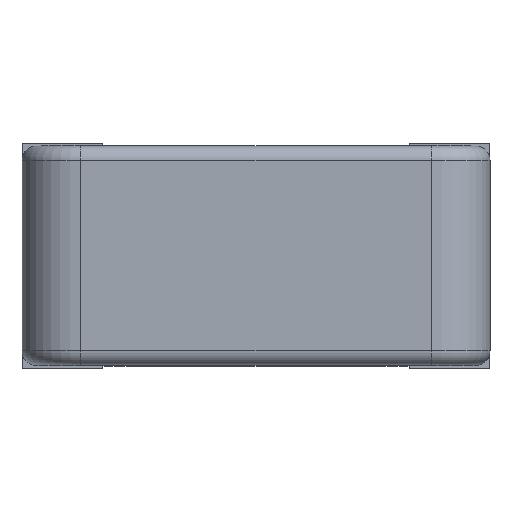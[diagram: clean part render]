
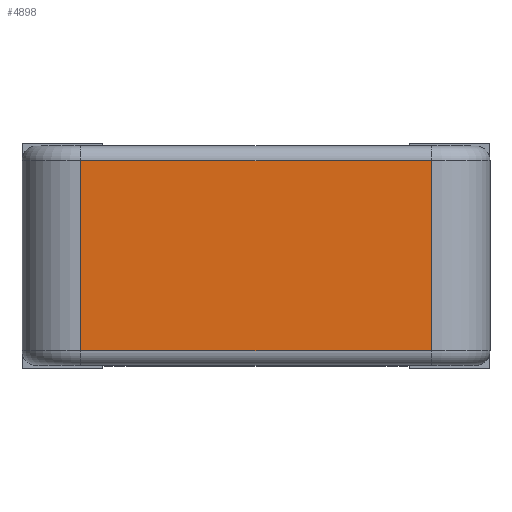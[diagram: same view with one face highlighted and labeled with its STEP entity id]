
A CAD part, top view. The second image highlights one B-rep face of the part: STEP entity #4898.
In plain terms, the highlighted planar face has unit normal (0, 0, 1).
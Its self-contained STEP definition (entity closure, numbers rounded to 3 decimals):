
#144 = VERTEX_POINT ( 'NONE', #3507 ) ;
#405 = VECTOR ( 'NONE', #1567, 1000. ) ;
#631 = ORIENTED_EDGE ( 'NONE', *, *, #5083, .T. ) ;
#691 = CARTESIAN_POINT ( 'NONE',  ( -1.2, 1.5, 1.5 ) ) ;
#710 = CARTESIAN_POINT ( 'NONE',  ( 0., 0.1, 1.5 ) ) ;
#777 = ORIENTED_EDGE ( 'NONE', *, *, #4877, .T. ) ;
#965 = CARTESIAN_POINT ( 'NONE',  ( -1.2, 1.4, 1.5 ) ) ;
#987 = LINE ( 'NONE', #691, #1129 ) ;
#1129 = VECTOR ( 'NONE', #3071, 1000. ) ;
#1332 = FACE_OUTER_BOUND ( 'NONE', #4426, .T. ) ;
#1377 = CARTESIAN_POINT ( 'NONE',  ( 1.2, 1.5, 1.5 ) ) ;
#1470 = ORIENTED_EDGE ( 'NONE', *, *, #2686, .T. ) ;
#1546 = ORIENTED_EDGE ( 'NONE', *, *, #3701, .T. ) ;
#1567 = DIRECTION ( 'NONE',  ( 1., 0., 0. ) ) ;
#1728 = DIRECTION ( 'NONE',  ( -1., 0., 0. ) ) ;
#1790 = VERTEX_POINT ( 'NONE', #2818 ) ;
#2047 = CARTESIAN_POINT ( 'NONE',  ( -1.2, 1.4, 1.5 ) ) ;
#2356 = LINE ( 'NONE', #1377, #4638 ) ;
#2503 = LINE ( 'NONE', #710, #405 ) ;
#2601 = DIRECTION ( 'NONE',  ( -1., 0., 0. ) ) ;
#2686 = EDGE_CURVE ( 'NONE', #1790, #3914, #4944, .T. ) ;
#2818 = CARTESIAN_POINT ( 'NONE',  ( 1.2, 1.4, 1.5 ) ) ;
#2998 = DIRECTION ( 'NONE',  ( 0., 0., -1. ) ) ;
#3071 = DIRECTION ( 'NONE',  ( 0., -1., 0. ) ) ;
#3099 = VERTEX_POINT ( 'NONE', #4017 ) ;
#3291 = PLANE ( 'NONE',  #3960 ) ;
#3312 = DIRECTION ( 'NONE',  ( 0., 1., 0. ) ) ;
#3507 = CARTESIAN_POINT ( 'NONE',  ( -1.2, 0.1, 1.5 ) ) ;
#3592 = VECTOR ( 'NONE', #1728, 1000. ) ;
#3701 = EDGE_CURVE ( 'NONE', #144, #3099, #2503, .T. ) ;
#3914 = VERTEX_POINT ( 'NONE', #2047 ) ;
#3960 = AXIS2_PLACEMENT_3D ( 'NONE', #4987, #2998, #2601 ) ;
#4017 = CARTESIAN_POINT ( 'NONE',  ( 1.2, 0.1, 1.5 ) ) ;
#4426 = EDGE_LOOP ( 'NONE', ( #631, #1546, #777, #1470 ) ) ;
#4638 = VECTOR ( 'NONE', #3312, 1000. ) ;
#4877 = EDGE_CURVE ( 'NONE', #3099, #1790, #2356, .T. ) ;
#4898 = ADVANCED_FACE ( 'NONE', ( #1332 ), #3291, .F. ) ;
#4944 = LINE ( 'NONE', #965, #3592 ) ;
#4987 = CARTESIAN_POINT ( 'NONE',  ( 0., 1.5, 1.5 ) ) ;
#5083 = EDGE_CURVE ( 'NONE', #3914, #144, #987, .T. ) ;
